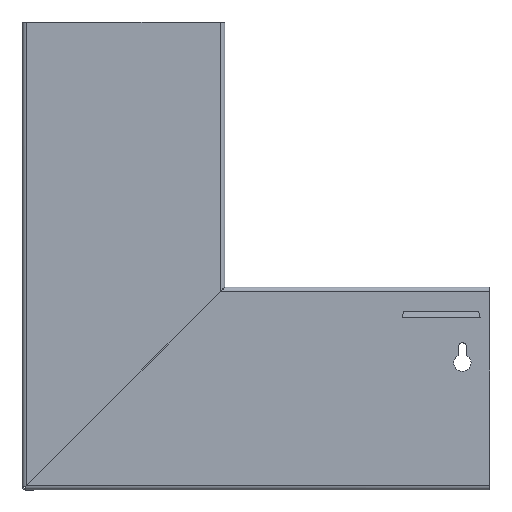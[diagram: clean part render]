
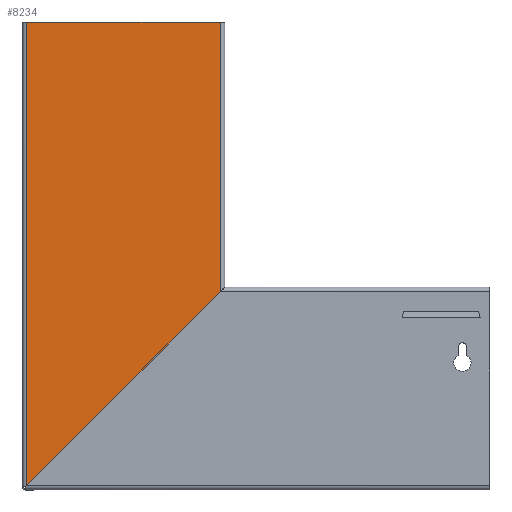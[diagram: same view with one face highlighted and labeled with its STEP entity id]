
A CAD part, left-side view. The second image highlights one B-rep face of the part: STEP entity #8234.
In plain terms, the highlighted planar face has unit normal (-1, 0, 0).
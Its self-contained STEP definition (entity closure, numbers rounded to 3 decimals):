
#229 = CARTESIAN_POINT ( 'NONE',  ( 0., -62., 126.001 ) ) ;
#577 = CARTESIAN_POINT ( 'NONE',  ( 0., -62., 298.9 ) ) ;
#601 = DIRECTION ( 'NONE',  ( 0., 0., -1. ) ) ;
#650 = VERTEX_POINT ( 'NONE', #229 ) ;
#1203 = VECTOR ( 'NONE', #6691, 1000. ) ;
#1366 = VERTEX_POINT ( 'NONE', #8419 ) ;
#1460 = CARTESIAN_POINT ( 'NONE',  ( 0., 62., 298.9 ) ) ;
#1515 = LINE ( 'NONE', #3346, #5713 ) ;
#1785 = VECTOR ( 'NONE', #601, 1000. ) ;
#1998 = CARTESIAN_POINT ( 'NONE',  ( 0., -148.45, 212.45 ) ) ;
#2247 = CARTESIAN_POINT ( 'NONE',  ( 0., -62., 298.9 ) ) ;
#3346 = CARTESIAN_POINT ( 'NONE',  ( 0., -62., 298.9 ) ) ;
#3351 = ORIENTED_EDGE ( 'NONE', *, *, #5551, .F. ) ;
#3384 = ORIENTED_EDGE ( 'NONE', *, *, #3730, .F. ) ;
#3432 = ORIENTED_EDGE ( 'NONE', *, *, #8933, .T. ) ;
#3442 = ORIENTED_EDGE ( 'NONE', *, *, #3521, .T. ) ;
#3514 = EDGE_LOOP ( 'NONE', ( #3351, #3384, #3432, #3442 ) ) ;
#3521 = EDGE_CURVE ( 'NONE', #4511, #6688, #8783, .T. ) ;
#3730 = EDGE_CURVE ( 'NONE', #1366, #650, #5290, .T. ) ;
#3812 = LINE ( 'NONE', #1998, #7022 ) ;
#4511 = VERTEX_POINT ( 'NONE', #1460 ) ;
#5290 = LINE ( 'NONE', #577, #1785 ) ;
#5551 = EDGE_CURVE ( 'NONE', #650, #6688, #3812, .T. ) ;
#5703 = DIRECTION ( 'NONE',  ( 0., 1., 0. ) ) ;
#5713 = VECTOR ( 'NONE', #5703, 1000. ) ;
#6163 = AXIS2_PLACEMENT_3D ( 'NONE', #2247, #6875, #6592 ) ;
#6592 = DIRECTION ( 'NONE',  ( 0., 0., 1. ) ) ;
#6688 = VERTEX_POINT ( 'NONE', #6923 ) ;
#6691 = DIRECTION ( 'NONE',  ( 0., 0., -1. ) ) ;
#6875 = DIRECTION ( 'NONE',  ( -1., 0., 0. ) ) ;
#6923 = CARTESIAN_POINT ( 'NONE',  ( 0., 62., 2.001 ) ) ;
#6962 = PLANE ( 'NONE',  #6163 ) ;
#7022 = VECTOR ( 'NONE', #8773, 1000. ) ;
#7823 = FACE_OUTER_BOUND ( 'NONE', #3514, .T. ) ;
#8056 = CARTESIAN_POINT ( 'NONE',  ( 0., 62., 298.9 ) ) ;
#8234 = ADVANCED_FACE ( 'NONE', ( #7823 ), #6962, .T. ) ;
#8419 = CARTESIAN_POINT ( 'NONE',  ( 0., -62., 298.9 ) ) ;
#8773 = DIRECTION ( 'NONE',  ( 0., 0.707, -0.707 ) ) ;
#8783 = LINE ( 'NONE', #8056, #1203 ) ;
#8933 = EDGE_CURVE ( 'NONE', #1366, #4511, #1515, .T. ) ;
